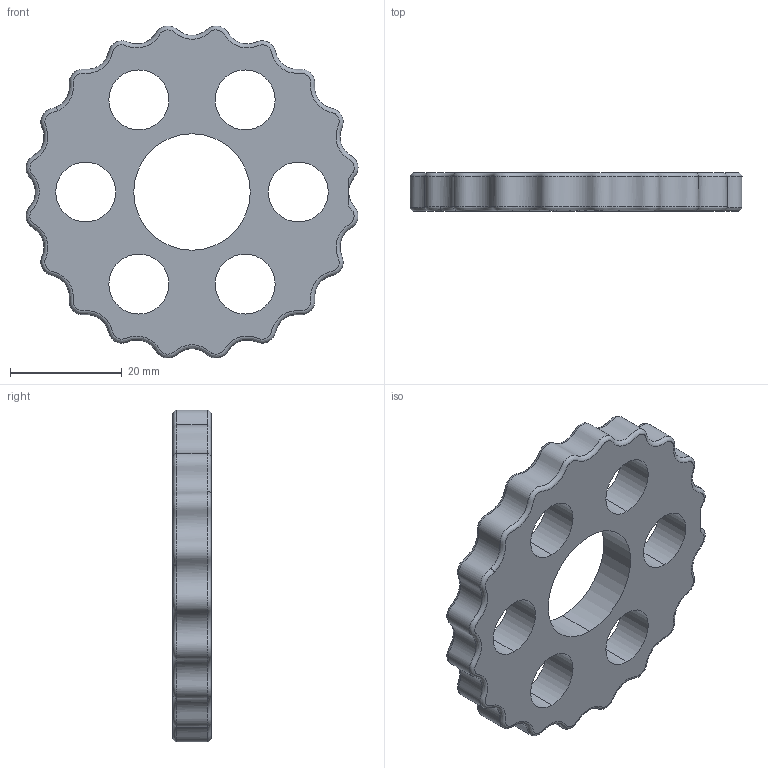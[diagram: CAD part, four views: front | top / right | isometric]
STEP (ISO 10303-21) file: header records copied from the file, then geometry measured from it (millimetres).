
FILE_DESCRIPTION (( 'STEP AP214' ), '1' );
FILE_NAME ('Cycloid_upper_disk.STEP', '2025-01-20T17:30:08', ( '' ), ( '' ), 'SwSTEP 2.0', 'SolidWorks 2024', '' );
FILE_SCHEMA (( 'AUTOMOTIVE_DESIGN' ));
Length unit declared in the file: millimetre
Products named in the file (1): Cycloid_upper_disk
Bounding box: 59.32 x 6.8 x 59.32 mm (x, y, z)
Volume: 11669.4 mm3; surface area: 6603.1 mm2
Topology: 1 solids, 1 shells, 22 faces, 60 edges, 40 vertices
Faces by surface type: cylinder 14, bspline 5, plane 3
Entity records: 9390 total; most frequent: CARTESIAN_POINT 8795, ORIENTED_EDGE 120, DIRECTION 112, EDGE_CURVE 60, AXIS2_PLACEMENT_3D 48, VERTEX_POINT 40, EDGE_LOOP 36, CIRCLE 30
